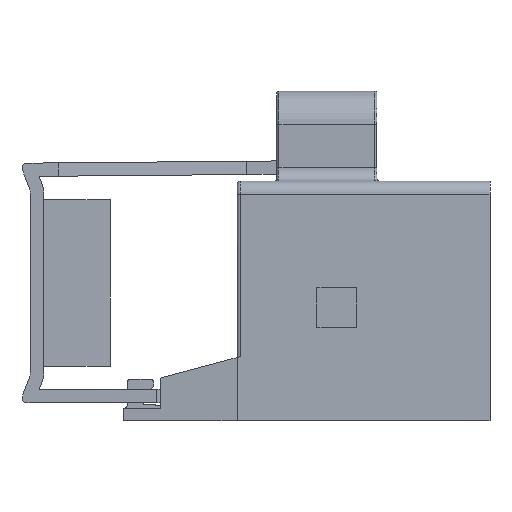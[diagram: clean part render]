
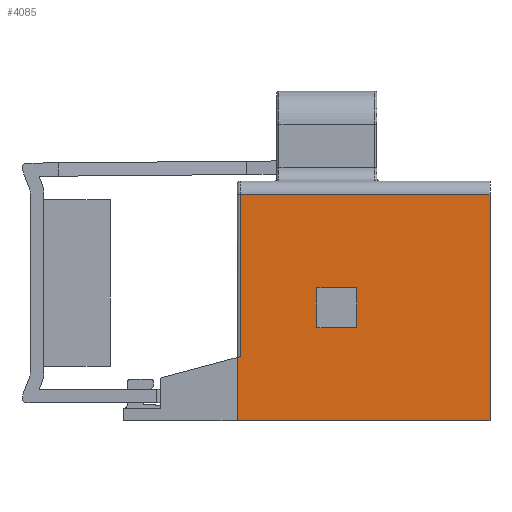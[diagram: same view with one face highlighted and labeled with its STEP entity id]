
A CAD part, left-side view. The second image highlights one B-rep face of the part: STEP entity #4085.
In plain terms, the highlighted planar face has unit normal (-1, 0, 0).
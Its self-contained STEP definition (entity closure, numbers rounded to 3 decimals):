
#396 = VECTOR ( 'NONE', #6596, 1000. ) ;
#484 = EDGE_CURVE ( 'NONE', #6862, #695, #7426, .T. ) ;
#663 = EDGE_CURVE ( 'NONE', #1811, #8406, #1179, .T. ) ;
#695 = VERTEX_POINT ( 'NONE', #8617 ) ;
#805 = VERTEX_POINT ( 'NONE', #8235 ) ;
#926 = DIRECTION ( 'NONE',  ( 0., 0., 1. ) ) ;
#1025 = ORIENTED_EDGE ( 'NONE', *, *, #4543, .F. ) ;
#1045 = ORIENTED_EDGE ( 'NONE', *, *, #7293, .F. ) ;
#1179 = LINE ( 'NONE', #5835, #7933 ) ;
#1216 = DIRECTION ( 'NONE',  ( 0., 0., -1. ) ) ;
#1269 = ORIENTED_EDGE ( 'NONE', *, *, #3463, .T. ) ;
#1327 = LINE ( 'NONE', #5527, #2315 ) ;
#1457 = LINE ( 'NONE', #6832, #4760 ) ;
#1596 = VECTOR ( 'NONE', #1743, 1000. ) ;
#1625 = VERTEX_POINT ( 'NONE', #2502 ) ;
#1743 = DIRECTION ( 'NONE',  ( 0., -1., 0. ) ) ;
#1768 = DIRECTION ( 'NONE',  ( 0., 1., 0. ) ) ;
#1808 = ORIENTED_EDGE ( 'NONE', *, *, #7558, .T. ) ;
#1811 = VERTEX_POINT ( 'NONE', #8210 ) ;
#1961 = VECTOR ( 'NONE', #6617, 1000. ) ;
#2315 = VECTOR ( 'NONE', #6836, 1000. ) ;
#2495 = ORIENTED_EDGE ( 'NONE', *, *, #663, .T. ) ;
#2502 = CARTESIAN_POINT ( 'NONE',  ( -18.25, -6., -2. ) ) ;
#2534 = EDGE_CURVE ( 'NONE', #695, #7761, #7419, .T. ) ;
#2538 = CARTESIAN_POINT ( 'NONE',  ( -18.25, -12., -2. ) ) ;
#2618 = CARTESIAN_POINT ( 'NONE',  ( -18.25, 5.5, 12.5 ) ) ;
#2744 = ORIENTED_EDGE ( 'NONE', *, *, #4609, .T. ) ;
#2927 = ORIENTED_EDGE ( 'NONE', *, *, #5864, .F. ) ;
#3125 = DIRECTION ( 'NONE',  ( 0., 0., -1. ) ) ;
#3137 = DIRECTION ( 'NONE',  ( 0., 0., -1. ) ) ;
#3221 = CARTESIAN_POINT ( 'NONE',  ( -18.25, -6., -2. ) ) ;
#3275 = FACE_BOUND ( 'NONE', #8628, .T. ) ;
#3463 = EDGE_CURVE ( 'NONE', #3918, #6862, #1457, .T. ) ;
#3784 = DIRECTION ( 'NONE',  ( 1., 0., 0. ) ) ;
#3918 = VERTEX_POINT ( 'NONE', #4931 ) ;
#3994 = CARTESIAN_POINT ( 'NONE',  ( -18.25, -32., 0. ) ) ;
#4085 = ADVANCED_FACE ( 'NONE', ( #4508, #3275 ), #4546, .F. ) ;
#4508 = FACE_OUTER_BOUND ( 'NONE', #6470, .T. ) ;
#4543 = EDGE_CURVE ( 'NONE', #8860, #805, #1327, .T. ) ;
#4546 = PLANE ( 'NONE',  #7079 ) ;
#4609 = EDGE_CURVE ( 'NONE', #1625, #5430, #7403, .T. ) ;
#4760 = VECTOR ( 'NONE', #8392, 1000. ) ;
#4931 = CARTESIAN_POINT ( 'NONE',  ( -18.25, -32., 12. ) ) ;
#5368 = LINE ( 'NONE', #3994, #5621 ) ;
#5430 = VERTEX_POINT ( 'NONE', #6813 ) ;
#5527 = CARTESIAN_POINT ( 'NONE',  ( -18.25, -24., -22. ) ) ;
#5590 = CARTESIAN_POINT ( 'NONE',  ( -18.25, 5.5, 12. ) ) ;
#5621 = VECTOR ( 'NONE', #3137, 1000. ) ;
#5732 = ORIENTED_EDGE ( 'NONE', *, *, #2534, .T. ) ;
#5835 = CARTESIAN_POINT ( 'NONE',  ( -18.25, -6., -8. ) ) ;
#5864 = EDGE_CURVE ( 'NONE', #3918, #8860, #5368, .T. ) ;
#6043 = DIRECTION ( 'NONE',  ( 0., 0., -1. ) ) ;
#6413 = CARTESIAN_POINT ( 'NONE',  ( -18.25, -32., -22. ) ) ;
#6470 = EDGE_LOOP ( 'NONE', ( #1045, #1025, #2927, #1269, #7863, #5732 ) ) ;
#6596 = DIRECTION ( 'NONE',  ( 0., 0.966, -0.259 ) ) ;
#6617 = DIRECTION ( 'NONE',  ( 0., 0., 1. ) ) ;
#6722 = VECTOR ( 'NONE', #926, 1000. ) ;
#6793 = LINE ( 'NONE', #2538, #8635 ) ;
#6813 = CARTESIAN_POINT ( 'NONE',  ( -18.25, -12., -2. ) ) ;
#6832 = CARTESIAN_POINT ( 'NONE',  ( -18.25, 6., 12. ) ) ;
#6836 = DIRECTION ( 'NONE',  ( 0., 1., 0. ) ) ;
#6862 = VERTEX_POINT ( 'NONE', #5590 ) ;
#6932 = ORIENTED_EDGE ( 'NONE', *, *, #7542, .T. ) ;
#7079 = AXIS2_PLACEMENT_3D ( 'NONE', #7274, #3784, #6043 ) ;
#7215 = LINE ( 'NONE', #7951, #6722 ) ;
#7274 = CARTESIAN_POINT ( 'NONE',  ( -18.25, 6., 12.5 ) ) ;
#7293 = EDGE_CURVE ( 'NONE', #805, #7761, #7215, .T. ) ;
#7403 = LINE ( 'NONE', #3221, #1596 ) ;
#7419 = LINE ( 'NONE', #8059, #396 ) ;
#7426 = LINE ( 'NONE', #2618, #8507 ) ;
#7542 = EDGE_CURVE ( 'NONE', #8406, #1625, #8810, .T. ) ;
#7558 = EDGE_CURVE ( 'NONE', #5430, #1811, #6793, .T. ) ;
#7761 = VERTEX_POINT ( 'NONE', #7848 ) ;
#7848 = CARTESIAN_POINT ( 'NONE',  ( -18.25, 6., -12.5 ) ) ;
#7863 = ORIENTED_EDGE ( 'NONE', *, *, #484, .T. ) ;
#7933 = VECTOR ( 'NONE', #1768, 1000. ) ;
#7951 = CARTESIAN_POINT ( 'NONE',  ( -18.25, 6., 0. ) ) ;
#8059 = CARTESIAN_POINT ( 'NONE',  ( -18.25, 6., -12.5 ) ) ;
#8157 = CARTESIAN_POINT ( 'NONE',  ( -18.25, -6., -2. ) ) ;
#8210 = CARTESIAN_POINT ( 'NONE',  ( -18.25, -12., -8. ) ) ;
#8235 = CARTESIAN_POINT ( 'NONE',  ( -18.25, 6., -22. ) ) ;
#8392 = DIRECTION ( 'NONE',  ( 0., 1., 0. ) ) ;
#8406 = VERTEX_POINT ( 'NONE', #8834 ) ;
#8507 = VECTOR ( 'NONE', #1216, 1000. ) ;
#8617 = CARTESIAN_POINT ( 'NONE',  ( -18.25, 5.5, -12.366 ) ) ;
#8628 = EDGE_LOOP ( 'NONE', ( #2744, #1808, #2495, #6932 ) ) ;
#8635 = VECTOR ( 'NONE', #3125, 1000. ) ;
#8810 = LINE ( 'NONE', #8157, #1961 ) ;
#8834 = CARTESIAN_POINT ( 'NONE',  ( -18.25, -6., -8. ) ) ;
#8860 = VERTEX_POINT ( 'NONE', #6413 ) ;
